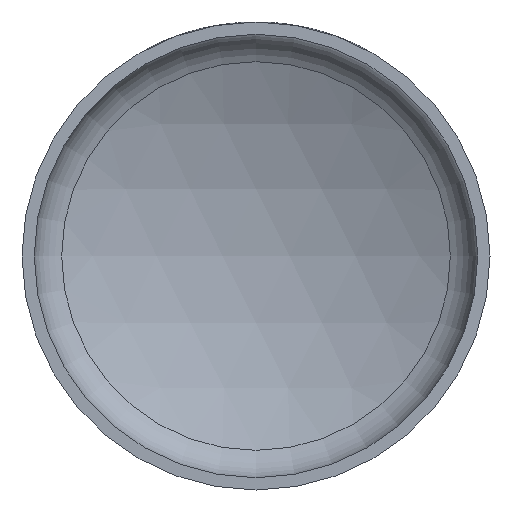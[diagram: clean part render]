
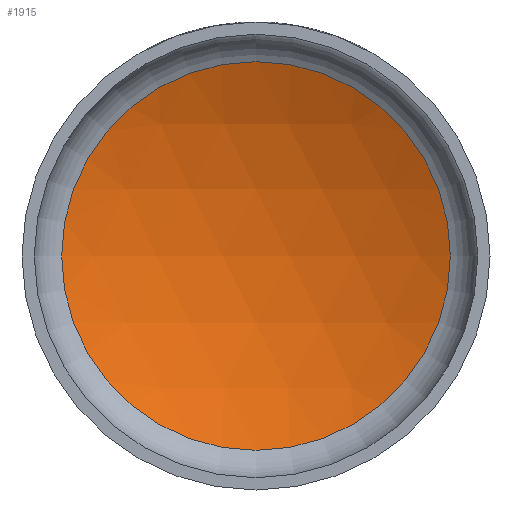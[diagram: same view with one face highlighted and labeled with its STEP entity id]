
A CAD part, front view. The second image highlights one B-rep face of the part: STEP entity #1915.
In plain terms, the highlighted spherical face has radius 114.3 mm.
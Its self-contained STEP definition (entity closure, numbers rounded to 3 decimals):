
#1632 = DIRECTION ( 'NONE',  ( 0., -1., 0. ) ) ;
#1915 = ADVANCED_FACE ( 'NONE', ( #16364 ), #7761, .F. ) ;
#4073 = AXIS2_PLACEMENT_3D ( 'NONE', #14648, #1632, #6044 ) ;
#4276 = EDGE_LOOP ( 'NONE', ( #7732 ) ) ;
#4669 = DIRECTION ( 'NONE',  ( 0., 0., 1. ) ) ;
#6044 = DIRECTION ( 'NONE',  ( 0., 0., -1. ) ) ;
#7732 = ORIENTED_EDGE ( 'NONE', *, *, #14736, .T. ) ;
#7761 = SPHERICAL_SURFACE ( 'NONE', #15533, 114.3 ) ;
#10636 = CARTESIAN_POINT ( 'NONE',  ( 0., -83.58, 0. ) ) ;
#12843 = VERTEX_POINT ( 'NONE', #13718 ) ;
#13282 = DIRECTION ( 'NONE',  ( 1., 0., 0. ) ) ;
#13718 = CARTESIAN_POINT ( 'NONE',  ( 0., 20.398, -47.467 ) ) ;
#14648 = CARTESIAN_POINT ( 'NONE',  ( 0., 20.398, 0. ) ) ;
#14736 = EDGE_CURVE ( 'NONE', #12843, #12843, #15484, .T. ) ;
#15484 = CIRCLE ( 'NONE', #4073, 47.467 ) ;
#15533 = AXIS2_PLACEMENT_3D ( 'NONE', #10636, #4669, #13282 ) ;
#16364 = FACE_OUTER_BOUND ( 'NONE', #4276, .T. ) ;
